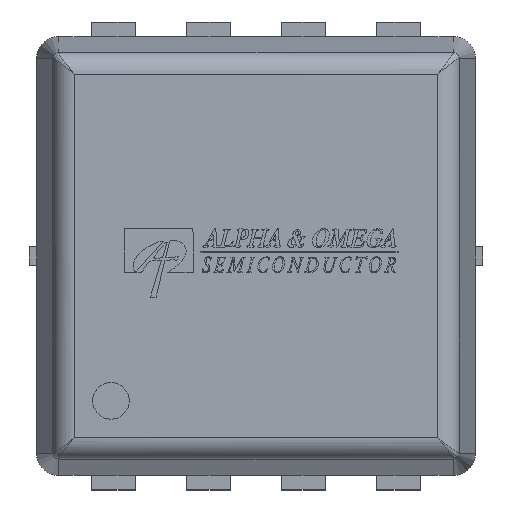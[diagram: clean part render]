
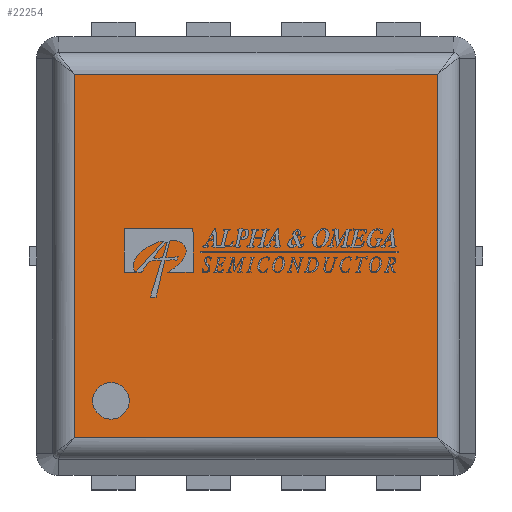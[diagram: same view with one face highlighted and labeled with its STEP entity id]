
A CAD part, top view. The second image highlights one B-rep face of the part: STEP entity #22254.
In plain terms, the highlighted planar face has unit normal (0, 0, 1).
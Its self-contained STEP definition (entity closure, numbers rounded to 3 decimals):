
#71 = LINE ( 'NONE', #8940, #17583 ) ;
#131 = EDGE_CURVE ( 'NONE', #13462, #18080, #71, .T. ) ;
#511 = VECTOR ( 'NONE', #16232, 1000. ) ;
#808 = DIRECTION ( 'NONE',  ( 1., 0., 0. ) ) ;
#828 = CIRCLE ( 'NONE', #15050, 0.125 ) ;
#900 = ORIENTED_EDGE ( 'NONE', *, *, #22128, .T. ) ;
#1874 = DIRECTION ( 'NONE',  ( 0., 0., 1. ) ) ;
#2605 = LINE ( 'NONE', #14871, #511 ) ;
#2699 = EDGE_CURVE ( 'NONE', #13480, #19297, #828, .T. ) ;
#3522 = AXIS2_PLACEMENT_3D ( 'NONE', #21201, #3857, #808 ) ;
#3857 = DIRECTION ( 'NONE',  ( 0., 0., 1. ) ) ;
#4698 = EDGE_CURVE ( 'NONE', #10423, #6869, #2605, .T. ) ;
#5716 = ORIENTED_EDGE ( 'NONE', *, *, #131, .T. ) ;
#6084 = VECTOR ( 'NONE', #12029, 1000. ) ;
#6102 = CIRCLE ( 'NONE', #14868, 0.125 ) ;
#6689 = CARTESIAN_POINT ( 'NONE',  ( -0.992, -0.992, 0.9 ) ) ;
#6869 = VERTEX_POINT ( 'NONE', #7667 ) ;
#7168 = CARTESIAN_POINT ( 'NONE',  ( -1.117, -0.992, 0.9 ) ) ;
#7304 = FACE_OUTER_BOUND ( 'NONE', #20420, .T. ) ;
#7667 = CARTESIAN_POINT ( 'NONE',  ( 1.242, 1.242, 0.9 ) ) ;
#8940 = CARTESIAN_POINT ( 'NONE',  ( -1.242, -1.35, 0.9 ) ) ;
#9161 = CARTESIAN_POINT ( 'NONE',  ( -0.992, -0.992, 0.9 ) ) ;
#9656 = VECTOR ( 'NONE', #17325, 1000. ) ;
#10423 = VERTEX_POINT ( 'NONE', #22026 ) ;
#11658 = ORIENTED_EDGE ( 'NONE', *, *, #13582, .T. ) ;
#12029 = DIRECTION ( 'NONE',  ( -1., 0., 0. ) ) ;
#12388 = DIRECTION ( 'NONE',  ( 0., -1., 0. ) ) ;
#13462 = VERTEX_POINT ( 'NONE', #16863 ) ;
#13480 = VERTEX_POINT ( 'NONE', #18672 ) ;
#13582 = EDGE_CURVE ( 'NONE', #18080, #10423, #17534, .T. ) ;
#13849 = CARTESIAN_POINT ( 'NONE',  ( 1.35, 1.242, 0.9 ) ) ;
#14868 = AXIS2_PLACEMENT_3D ( 'NONE', #6689, #1874, #17749 ) ;
#14871 = CARTESIAN_POINT ( 'NONE',  ( 1.242, -1.35, 0.9 ) ) ;
#15050 = AXIS2_PLACEMENT_3D ( 'NONE', #9161, #16240, #21454 ) ;
#16232 = DIRECTION ( 'NONE',  ( 0., 1., 0. ) ) ;
#16240 = DIRECTION ( 'NONE',  ( 0., 0., 1. ) ) ;
#16427 = PLANE ( 'NONE',  #3522 ) ;
#16863 = CARTESIAN_POINT ( 'NONE',  ( -1.242, 1.242, 0.9 ) ) ;
#17325 = DIRECTION ( 'NONE',  ( 1., 0., 0. ) ) ;
#17534 = LINE ( 'NONE', #19581, #9656 ) ;
#17583 = VECTOR ( 'NONE', #12388, 1000. ) ;
#17695 = LINE ( 'NONE', #13849, #6084 ) ;
#17749 = DIRECTION ( 'NONE',  ( 1., 0., 0. ) ) ;
#17779 = ORIENTED_EDGE ( 'NONE', *, *, #4698, .T. ) ;
#18080 = VERTEX_POINT ( 'NONE', #21028 ) ;
#18672 = CARTESIAN_POINT ( 'NONE',  ( -0.867, -0.992, 0.9 ) ) ;
#19297 = VERTEX_POINT ( 'NONE', #7168 ) ;
#19571 = ORIENTED_EDGE ( 'NONE', *, *, #22478, .F. ) ;
#19581 = CARTESIAN_POINT ( 'NONE',  ( 1.35, -1.242, 0.9 ) ) ;
#20207 = ORIENTED_EDGE ( 'NONE', *, *, #2699, .F. ) ;
#20420 = EDGE_LOOP ( 'NONE', ( #900, #5716, #11658, #17779 ) ) ;
#21028 = CARTESIAN_POINT ( 'NONE',  ( -1.242, -1.242, 0.9 ) ) ;
#21186 = EDGE_LOOP ( 'NONE', ( #20207, #19571 ) ) ;
#21201 = CARTESIAN_POINT ( 'NONE',  ( 1.35, -1.35, 0.9 ) ) ;
#21454 = DIRECTION ( 'NONE',  ( 1., 0., 0. ) ) ;
#21536 = FACE_BOUND ( 'NONE', #21186, .T. ) ;
#22026 = CARTESIAN_POINT ( 'NONE',  ( 1.242, -1.242, 0.9 ) ) ;
#22128 = EDGE_CURVE ( 'NONE', #6869, #13462, #17695, .T. ) ;
#22254 = ADVANCED_FACE ( 'NONE', ( #21536, #7304 ), #16427, .T. ) ;
#22478 = EDGE_CURVE ( 'NONE', #19297, #13480, #6102, .T. ) ;
